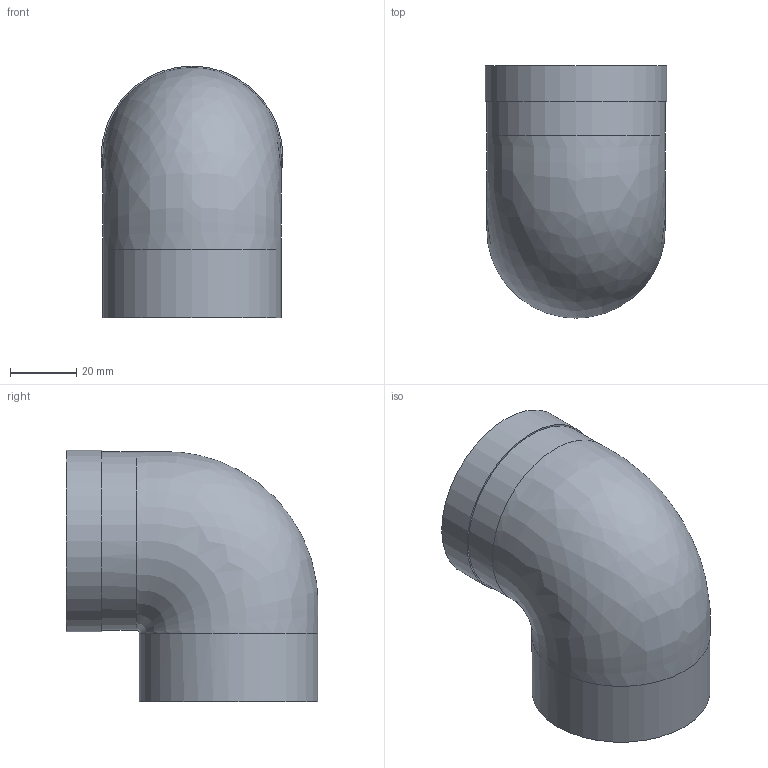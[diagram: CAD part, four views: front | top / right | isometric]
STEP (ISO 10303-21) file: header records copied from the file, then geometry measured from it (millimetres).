
FILE_DESCRIPTION(/* description */ (''),/* implementation_level */ '2;1');
FILE_NAME(/* name */ 'GIMV040114.ipt.stp',/* time_stamp */ '2014-01-07T15:46:28+01:00',/* author */ ('Marco de Biase'),/* organization */ (''),/* preprocessor_version */ 'ST-DEVELOPER v15.2',/* originating_system */ 'Autodesk Inventor 2014',/* authorisation */ '');
FILE_SCHEMA (('AUTOMOTIVE_DESIGN { 1 0 10303 214 3 1 1 }'));
Length unit declared in the file: millimetre
Products named in the file (1): GIMV040114
Bounding box: 54.8 x 75.9 x 75.9 mm (x, y, z)
Volume: 98547.6 mm3; surface area: 28306.7 mm2
Topology: 1 solids, 1 shells, 13 faces, 40 edges, 32 vertices
Faces by surface type: cylinder 6, plane 5, bspline 2
Full cylindrical faces by diameter (mm): 37.5 x1, 38.952 x1, 40 x1, 53.8 x2, 54.8 x1
Entity records: 10458 total; most frequent: CARTESIAN_POINT 10049, DIRECTION 86, ORIENTED_EDGE 66, AXIS2_PLACEMENT_3D 43, EDGE_CURVE 33, CIRCLE 31, VERTEX_POINT 31, EDGE_LOOP 24
